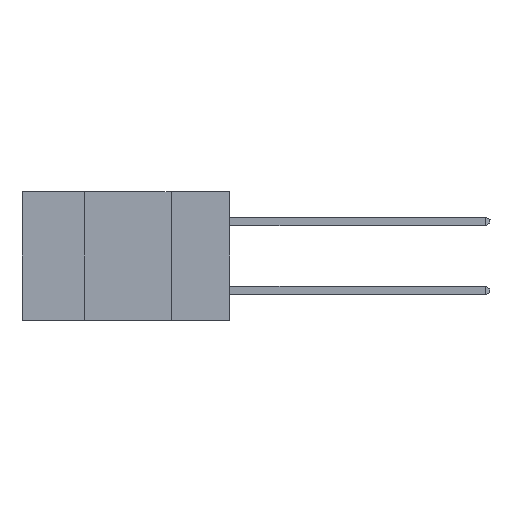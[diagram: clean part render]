
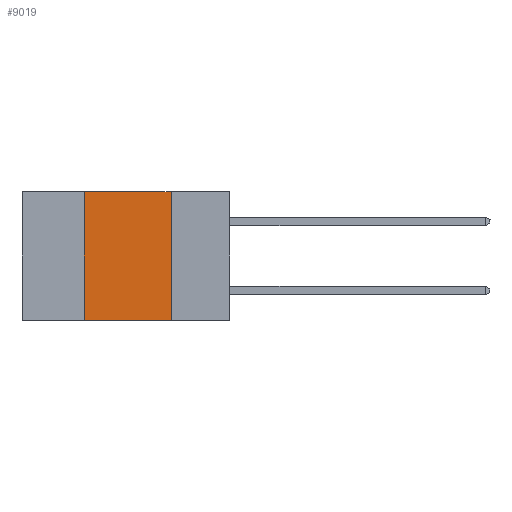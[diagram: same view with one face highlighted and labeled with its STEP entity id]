
A CAD part, left-side view. The second image highlights one B-rep face of the part: STEP entity #9019.
In plain terms, the highlighted planar face has unit normal (-1, 0, 0).
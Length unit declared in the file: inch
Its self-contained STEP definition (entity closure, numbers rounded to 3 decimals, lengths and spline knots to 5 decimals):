
#251 = DIRECTION ( 'NONE',  ( 0., 0., -1. ) ) ;
#815 = VECTOR ( 'NONE', #3155, 39.37008 ) ;
#1019 = EDGE_CURVE ( 'NONE', #7289, #2082, #12374, .T. ) ;
#1063 = EDGE_LOOP ( 'NONE', ( #8290, #4267, #9772, #12768 ) ) ;
#1232 = CARTESIAN_POINT ( 'NONE',  ( 0., 0.42, 0. ) ) ;
#1627 = EDGE_CURVE ( 'NONE', #7289, #6493, #9129, .T. ) ;
#1734 = EDGE_CURVE ( 'NONE', #2082, #5998, #10395, .T. ) ;
#2082 = VERTEX_POINT ( 'NONE', #1232 ) ;
#2122 = CARTESIAN_POINT ( 'NONE',  ( 0., 0.6, -0.37 ) ) ;
#2314 = EDGE_CURVE ( 'NONE', #5998, #6493, #3633, .T. ) ;
#2326 = DIRECTION ( 'NONE',  ( 0., 0., 1. ) ) ;
#3155 = DIRECTION ( 'NONE',  ( 0., -1., 0. ) ) ;
#3326 = CARTESIAN_POINT ( 'NONE',  ( 0., 0.6, 0. ) ) ;
#3633 = LINE ( 'NONE', #4280, #12592 ) ;
#4267 = ORIENTED_EDGE ( 'NONE', *, *, #1734, .F. ) ;
#4280 = CARTESIAN_POINT ( 'NONE',  ( 0., 0.17, 0. ) ) ;
#4563 = PLANE ( 'NONE',  #11322 ) ;
#5998 = VERTEX_POINT ( 'NONE', #7725 ) ;
#6493 = VERTEX_POINT ( 'NONE', #8595 ) ;
#7000 = CARTESIAN_POINT ( 'NONE',  ( 0., 0.42, -0.37 ) ) ;
#7289 = VERTEX_POINT ( 'NONE', #7000 ) ;
#7424 = FACE_OUTER_BOUND ( 'NONE', #1063, .T. ) ;
#7562 = CARTESIAN_POINT ( 'NONE',  ( 0., 0.6, 0. ) ) ;
#7725 = CARTESIAN_POINT ( 'NONE',  ( 0., 0.17, 0. ) ) ;
#8290 = ORIENTED_EDGE ( 'NONE', *, *, #2314, .F. ) ;
#8420 = CARTESIAN_POINT ( 'NONE',  ( 0., 0.42, 0. ) ) ;
#8595 = CARTESIAN_POINT ( 'NONE',  ( 0., 0.17, -0.37 ) ) ;
#9019 = ADVANCED_FACE ( 'NONE', ( #7424 ), #4563, .F. ) ;
#9129 = LINE ( 'NONE', #2122, #815 ) ;
#9687 = VECTOR ( 'NONE', #2326, 39.37008 ) ;
#9772 = ORIENTED_EDGE ( 'NONE', *, *, #1019, .F. ) ;
#10333 = DIRECTION ( 'NONE',  ( 0., -1., 0. ) ) ;
#10395 = LINE ( 'NONE', #3326, #11504 ) ;
#10442 = DIRECTION ( 'NONE',  ( 1., 0., 0. ) ) ;
#11322 = AXIS2_PLACEMENT_3D ( 'NONE', #7562, #10442, #11549 ) ;
#11504 = VECTOR ( 'NONE', #10333, 39.37008 ) ;
#11549 = DIRECTION ( 'NONE',  ( 0., 0., -1. ) ) ;
#12374 = LINE ( 'NONE', #8420, #9687 ) ;
#12592 = VECTOR ( 'NONE', #251, 39.37008 ) ;
#12768 = ORIENTED_EDGE ( 'NONE', *, *, #1627, .T. ) ;
